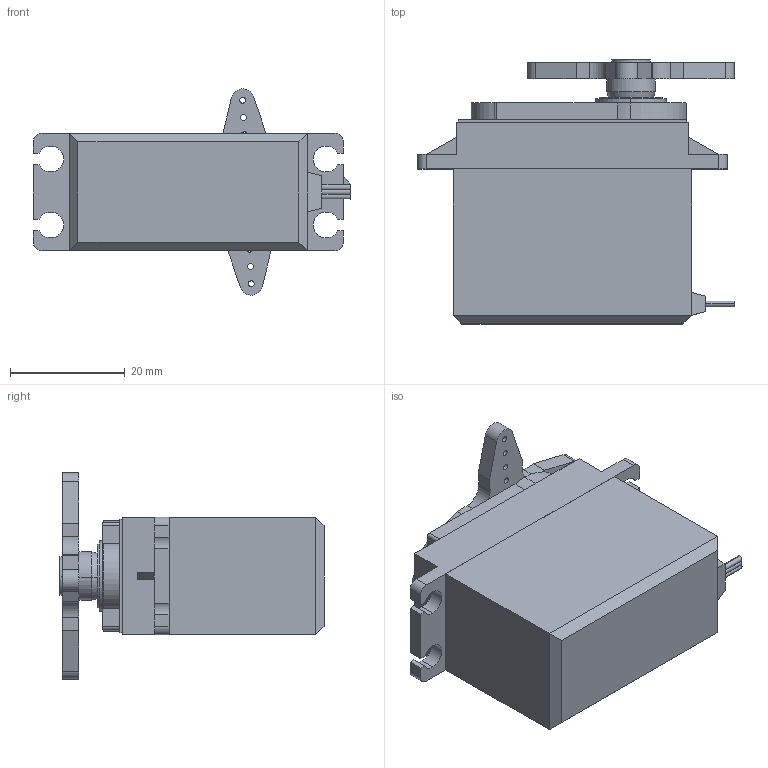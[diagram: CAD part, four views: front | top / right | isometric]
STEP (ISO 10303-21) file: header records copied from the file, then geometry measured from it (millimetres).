
FILE_DESCRIPTION (( 'STEP AP214' ), '1' );
FILE_NAME ('DS04-NFC.STEP', '2020-09-20T09:31:20', ( '' ), ( '' ), 'SwSTEP 2.0', 'SolidWorks 2020', '' );
FILE_SCHEMA (( 'AUTOMOTIVE_DESIGN' ));
Length unit declared in the file: millimetre
Products named in the file (3): DS04-NFC; Coupling; DS04-NFC-Body
Assembly tree (2 placements, depth 2):
  DS04-NFC
    DS04-NFC-Body
    Coupling
Bounding box: 55.25 x 46 x 35.96 mm (x, y, z)
Volume: 33786.2 mm3; surface area: 10290.2 mm2
Topology: 4 solids, 4 shells, 180 faces, 477 edges, 315 vertices
Faces by surface type: cylinder 89, plane 89, cone 2
Entity records: 6028 total; most frequent: DIRECTION 1028, CARTESIAN_POINT 977, ORIENTED_EDGE 954, EDGE_CURVE 477, AXIS2_PLACEMENT_3D 366, VERTEX_POINT 315, VECTOR 296, LINE 296
